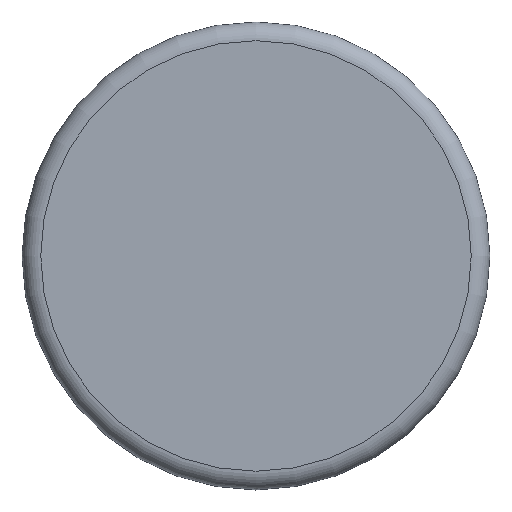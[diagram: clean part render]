
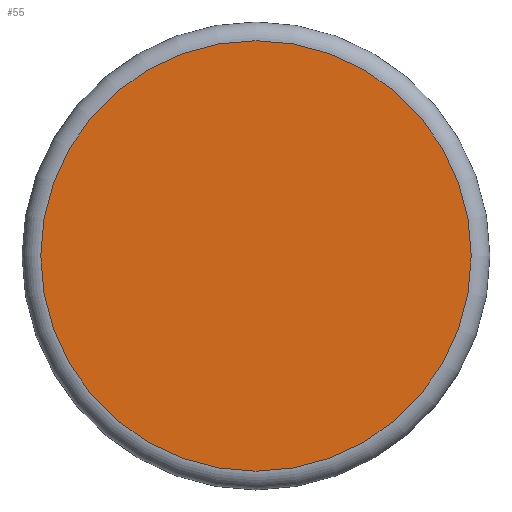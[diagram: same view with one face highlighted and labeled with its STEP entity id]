
A CAD part, top view. The second image highlights one B-rep face of the part: STEP entity #55.
In plain terms, the highlighted planar face has unit normal (0, 0, 1).
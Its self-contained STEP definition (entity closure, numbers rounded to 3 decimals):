
#55 = ADVANCED_FACE( '', ( #115 ), #116, .F. );
#115 = FACE_OUTER_BOUND( '', #172, .T. );
#116 = PLANE( '', #173 );
#172 = EDGE_LOOP( '', ( #241 ) );
#173 = AXIS2_PLACEMENT_3D( '', #242, #243, #244 );
#241 = ORIENTED_EDGE( '', *, *, #278, .T. );
#242 = CARTESIAN_POINT( '', ( 12.5, 0., 16.5 ) );
#243 = DIRECTION( '', ( 0., 0., -1. ) );
#244 = DIRECTION( '', ( -1., 0., 0. ) );
#278 = EDGE_CURVE( '', #311, #311, #312, .F. );
#311 = VERTEX_POINT( '', #348 );
#312 = CIRCLE( '', #349, 11.5 );
#348 = CARTESIAN_POINT( '', ( -11.5, 0., 16.5 ) );
#349 = AXIS2_PLACEMENT_3D( '', #386, #387, #388 );
#386 = CARTESIAN_POINT( '', ( 0., 0., 16.5 ) );
#387 = DIRECTION( '', ( 0., 0., -1. ) );
#388 = DIRECTION( '', ( -1., 0., 0. ) );
